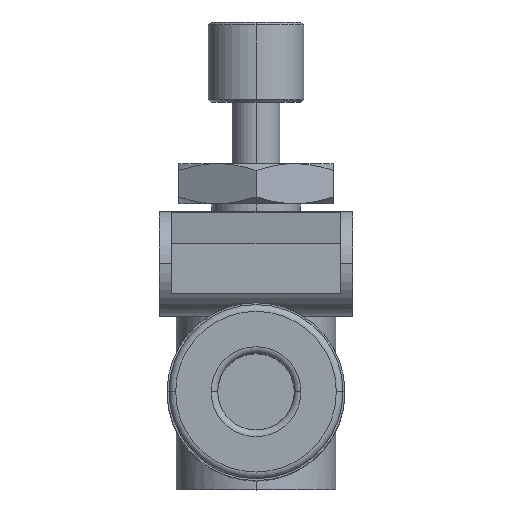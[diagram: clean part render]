
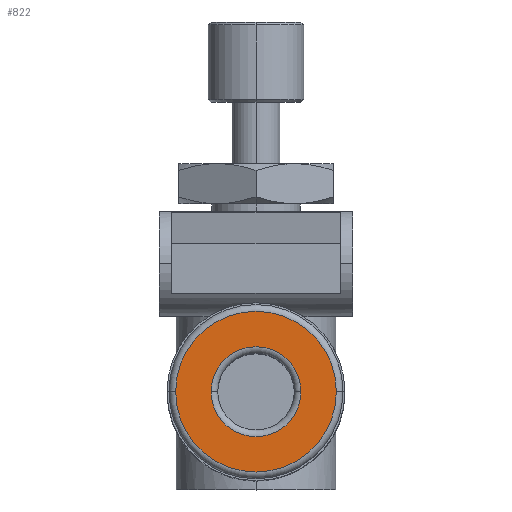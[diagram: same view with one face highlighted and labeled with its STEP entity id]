
A CAD part, top view. The second image highlights one B-rep face of the part: STEP entity #822.
In plain terms, the highlighted planar face has unit normal (0, 0, 1).
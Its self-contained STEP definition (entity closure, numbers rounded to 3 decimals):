
#41 = VERTEX_POINT ( 'NONE', #3063 ) ;
#48 = VERTEX_POINT ( 'NONE', #2971 ) ;
#52 = VERTEX_POINT ( 'NONE', #3068 ) ;
#62 = VERTEX_POINT ( 'NONE', #2966 ) ;
#69 = EDGE_CURVE ( 'NONE', #52, #62, #2993, .T. ) ;
#415 = EDGE_CURVE ( 'NONE', #48, #41, #1647, .T. ) ;
#587 = ORIENTED_EDGE ( 'NONE', *, *, #415, .T. ) ;
#589 = ORIENTED_EDGE ( 'NONE', *, *, #824, .T. ) ;
#753 = ORIENTED_EDGE ( 'NONE', *, *, #823, .T. ) ;
#754 = EDGE_LOOP ( 'NONE', ( #589, #587 ) ) ;
#822 = ADVANCED_FACE ( 'NONE', ( #2574, #2625 ), #2626, .F. ) ;
#823 = EDGE_CURVE ( 'NONE', #62, #52, #2617, .T. ) ;
#824 = EDGE_CURVE ( 'NONE', #41, #48, #2573, .T. ) ;
#825 = ORIENTED_EDGE ( 'NONE', *, *, #69, .T. ) ;
#841 = EDGE_LOOP ( 'NONE', ( #825, #753 ) ) ;
#1646 = AXIS2_PLACEMENT_3D ( 'NONE', #1797, #1796, #1795 ) ;
#1647 = CIRCLE ( 'NONE', #1646, 4.2 ) ;
#1795 = DIRECTION ( 'NONE',  ( -1., 0., 0. ) ) ;
#1796 = DIRECTION ( 'NONE',  ( 0., 0., 1. ) ) ;
#1797 = CARTESIAN_POINT ( 'NONE',  ( 0., 0., 18.5 ) ) ;
#2573 = CIRCLE ( 'NONE', #2603, 4.2 ) ;
#2574 = FACE_BOUND ( 'NONE', #841, .T. ) ;
#2600 = DIRECTION ( 'NONE',  ( -1., 0., 0. ) ) ;
#2601 = DIRECTION ( 'NONE',  ( 0., 0., 1. ) ) ;
#2602 = CARTESIAN_POINT ( 'NONE',  ( 0., 0., 18.5 ) ) ;
#2603 = AXIS2_PLACEMENT_3D ( 'NONE', #2602, #2601, #2600 ) ;
#2607 = DIRECTION ( 'NONE',  ( -1., 0., 0. ) ) ;
#2608 = DIRECTION ( 'NONE',  ( 0., 0., -1. ) ) ;
#2609 = CARTESIAN_POINT ( 'NONE',  ( 0., 0., 18.5 ) ) ;
#2610 = AXIS2_PLACEMENT_3D ( 'NONE', #2609, #2608, #2607 ) ;
#2613 = DIRECTION ( 'NONE',  ( -1., 0., 0. ) ) ;
#2614 = DIRECTION ( 'NONE',  ( 0., 0., -1. ) ) ;
#2615 = CARTESIAN_POINT ( 'NONE',  ( 0., 4.55, 18.5 ) ) ;
#2616 = AXIS2_PLACEMENT_3D ( 'NONE', #2615, #2614, #2613 ) ;
#2617 = CIRCLE ( 'NONE', #2610, 2.35 ) ;
#2625 = FACE_OUTER_BOUND ( 'NONE', #754, .T. ) ;
#2626 = PLANE ( 'NONE',  #2616 ) ;
#2966 = CARTESIAN_POINT ( 'NONE',  ( 2.35, 0., 18.5 ) ) ;
#2971 = CARTESIAN_POINT ( 'NONE',  ( 4.2, 0., 18.5 ) ) ;
#2989 = DIRECTION ( 'NONE',  ( -1., 0., 0. ) ) ;
#2990 = DIRECTION ( 'NONE',  ( 0., 0., -1. ) ) ;
#2991 = CARTESIAN_POINT ( 'NONE',  ( 0., 0., 18.5 ) ) ;
#2992 = AXIS2_PLACEMENT_3D ( 'NONE', #2991, #2990, #2989 ) ;
#2993 = CIRCLE ( 'NONE', #2992, 2.35 ) ;
#3063 = CARTESIAN_POINT ( 'NONE',  ( -4.2, 0., 18.5 ) ) ;
#3068 = CARTESIAN_POINT ( 'NONE',  ( -2.35, 0., 18.5 ) ) ;
